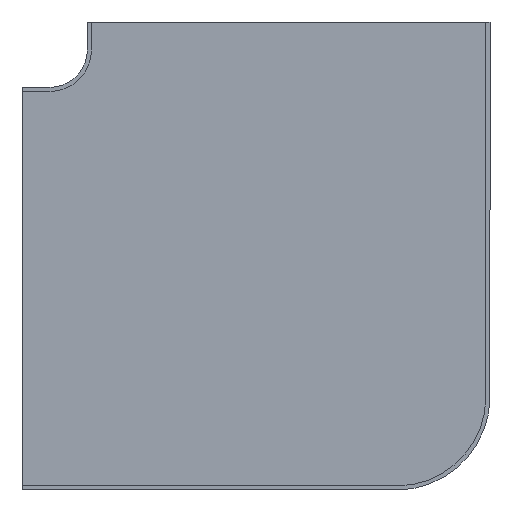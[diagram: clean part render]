
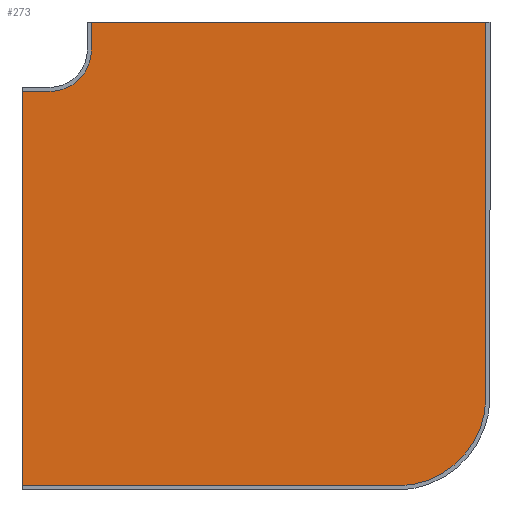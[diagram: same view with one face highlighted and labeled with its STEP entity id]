
A CAD part, front view. The second image highlights one B-rep face of the part: STEP entity #273.
In plain terms, the highlighted planar face has unit normal (0, -1, 0).
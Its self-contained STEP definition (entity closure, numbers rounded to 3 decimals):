
#5 = EDGE_CURVE ( 'NONE', #598, #490, #399, .T. ) ;
#19 = EDGE_CURVE ( 'NONE', #606, #595, #387, .T. ) ;
#39 = CARTESIAN_POINT ( 'NONE',  ( -88.25, 29.5, 110.45 ) ) ;
#43 = CARTESIAN_POINT ( 'NONE',  ( 75.45, 29.5, -123.25 ) ) ;
#44 = CARTESIAN_POINT ( 'NONE',  ( -110.45, 29.5, 88.25 ) ) ;
#50 = CARTESIAN_POINT ( 'NONE',  ( -88.25, 29.5, 110.45 ) ) ;
#54 = DIRECTION ( 'NONE',  ( 0., 0., 1. ) ) ;
#62 = DIRECTION ( 'NONE',  ( 0., 1., 0. ) ) ;
#73 = EDGE_CURVE ( 'NONE', #494, #606, #391, .T. ) ;
#76 = CARTESIAN_POINT ( 'NONE',  ( 75.45, 29.5, -75.45 ) ) ;
#122 = CARTESIAN_POINT ( 'NONE',  ( 123.25, 29.5, 125.45 ) ) ;
#129 = CARTESIAN_POINT ( 'NONE',  ( 123.25, 29.5, -75.45 ) ) ;
#138 = EDGE_CURVE ( 'NONE', #532, #520, #370, .T. ) ;
#143 = DIRECTION ( 'NONE',  ( 0., 0., -1. ) ) ;
#145 = VECTOR ( 'NONE', #192, 1000. ) ;
#146 = AXIS2_PLACEMENT_3D ( 'NONE', #479, #454, #431 ) ;
#155 = LINE ( 'NONE', #194, #145 ) ;
#159 = CARTESIAN_POINT ( 'NONE',  ( 123.25, 29.5, 125.45 ) ) ;
#161 = EDGE_CURVE ( 'NONE', #520, #598, #354, .T. ) ;
#163 = AXIS2_PLACEMENT_3D ( 'NONE', #76, #62, #54 ) ;
#164 = CARTESIAN_POINT ( 'NONE',  ( -88.25, 29.5, 125.45 ) ) ;
#179 = CARTESIAN_POINT ( 'NONE',  ( -125.45, 29.5, 88.25 ) ) ;
#192 = DIRECTION ( 'NONE',  ( 1., 0., 0. ) ) ;
#194 = CARTESIAN_POINT ( 'NONE',  ( -90.45, 29.5, 125.45 ) ) ;
#213 = CARTESIAN_POINT ( 'NONE',  ( -125.45, 29.5, -123.25 ) ) ;
#221 = EDGE_CURVE ( 'NONE', #595, #500, #337, .T. ) ;
#240 = AXIS2_PLACEMENT_3D ( 'NONE', #281, #279, #278 ) ;
#268 = CARTESIAN_POINT ( 'NONE',  ( -125.45, 29.5, 88.25 ) ) ;
#270 = VECTOR ( 'NONE', #291, 1000. ) ;
#273 = ADVANCED_FACE ( 'NONE', ( #319 ), #504, .F. ) ;
#278 = DIRECTION ( 'NONE',  ( 0., 0., 1. ) ) ;
#279 = DIRECTION ( 'NONE',  ( 0., -1., 0. ) ) ;
#281 = CARTESIAN_POINT ( 'NONE',  ( -110.45, 29.5, 110.45 ) ) ;
#291 = DIRECTION ( 'NONE',  ( 0., 0., 1. ) ) ;
#292 = CARTESIAN_POINT ( 'NONE',  ( -125.45, 29.5, 90.45 ) ) ;
#293 = LINE ( 'NONE', #292, #270 ) ;
#314 = DIRECTION ( 'NONE',  ( 1., 0., 0. ) ) ;
#319 = FACE_OUTER_BOUND ( 'NONE', #478, .T. ) ;
#324 = VECTOR ( 'NONE', #551, 1000. ) ;
#337 = LINE ( 'NONE', #39, #324 ) ;
#354 = CIRCLE ( 'NONE', #163, 47.8 ) ;
#357 = VECTOR ( 'NONE', #143, 1000. ) ;
#370 = LINE ( 'NONE', #159, #357 ) ;
#379 = VECTOR ( 'NONE', #314, 1000. ) ;
#381 = EDGE_CURVE ( 'NONE', #490, #494, #293, .T. ) ;
#387 = CIRCLE ( 'NONE', #240, 22.2 ) ;
#391 = LINE ( 'NONE', #268, #379 ) ;
#398 = VECTOR ( 'NONE', #465, 1000. ) ;
#399 = LINE ( 'NONE', #400, #398 ) ;
#400 = CARTESIAN_POINT ( 'NONE',  ( -125.45, 29.5, -123.25 ) ) ;
#431 = DIRECTION ( 'NONE',  ( 0., 0., 1. ) ) ;
#454 = DIRECTION ( 'NONE',  ( 0., 1., 0. ) ) ;
#460 = EDGE_CURVE ( 'NONE', #500, #532, #155, .T. ) ;
#465 = DIRECTION ( 'NONE',  ( -1., 0., 0. ) ) ;
#478 = EDGE_LOOP ( 'NONE', ( #591, #592, #594, #599, #600, #602, #601, #603 ) ) ;
#479 = CARTESIAN_POINT ( 'NONE',  ( 75.45, 29.5, -75.45 ) ) ;
#490 = VERTEX_POINT ( 'NONE', #213 ) ;
#494 = VERTEX_POINT ( 'NONE', #179 ) ;
#500 = VERTEX_POINT ( 'NONE', #164 ) ;
#504 = PLANE ( 'NONE',  #146 ) ;
#520 = VERTEX_POINT ( 'NONE', #129 ) ;
#532 = VERTEX_POINT ( 'NONE', #122 ) ;
#551 = DIRECTION ( 'NONE',  ( 0., 0., 1. ) ) ;
#591 = ORIENTED_EDGE ( 'NONE', *, *, #5, .F. ) ;
#592 = ORIENTED_EDGE ( 'NONE', *, *, #161, .F. ) ;
#594 = ORIENTED_EDGE ( 'NONE', *, *, #138, .F. ) ;
#595 = VERTEX_POINT ( 'NONE', #50 ) ;
#598 = VERTEX_POINT ( 'NONE', #43 ) ;
#599 = ORIENTED_EDGE ( 'NONE', *, *, #460, .F. ) ;
#600 = ORIENTED_EDGE ( 'NONE', *, *, #221, .F. ) ;
#601 = ORIENTED_EDGE ( 'NONE', *, *, #73, .F. ) ;
#602 = ORIENTED_EDGE ( 'NONE', *, *, #19, .F. ) ;
#603 = ORIENTED_EDGE ( 'NONE', *, *, #381, .F. ) ;
#606 = VERTEX_POINT ( 'NONE', #44 ) ;
